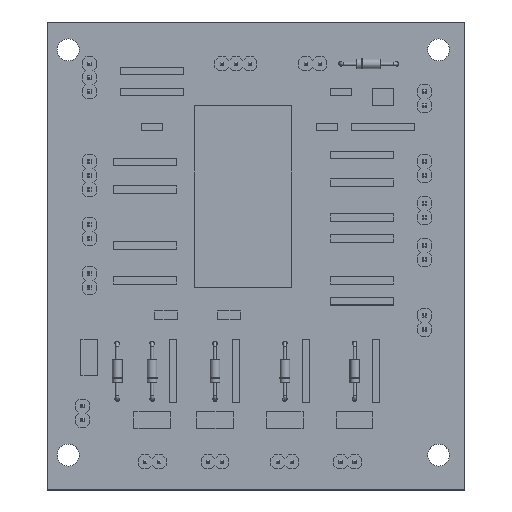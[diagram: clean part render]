
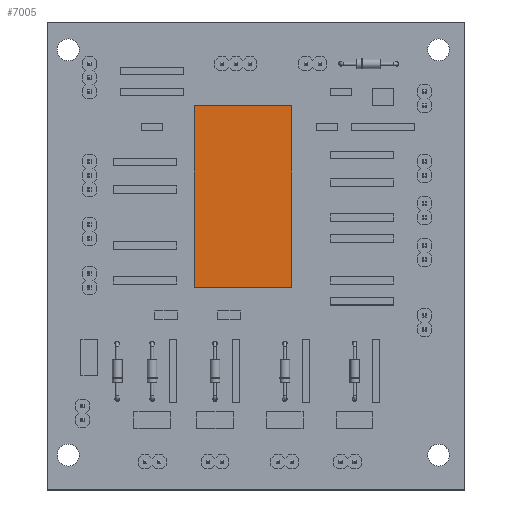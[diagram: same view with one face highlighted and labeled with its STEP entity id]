
A CAD part, top view. The second image highlights one B-rep face of the part: STEP entity #7005.
In plain terms, the highlighted planar face has unit normal (0, 0, 1).
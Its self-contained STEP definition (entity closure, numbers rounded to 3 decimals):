
#580=PLANE('',#7795);
#916=FACE_OUTER_BOUND('',#1556,.T.);
#1556=EDGE_LOOP('',(#5580,#5581,#5582,#5583));
#1916=LINE('',#11007,#2480);
#1919=LINE('',#11013,#2483);
#1922=LINE('',#11019,#2486);
#1925=LINE('',#11023,#2489);
#2480=VECTOR('',#9136,10.);
#2483=VECTOR('',#9141,10.);
#2486=VECTOR('',#9146,10.);
#2489=VECTOR('',#9151,10.);
#3504=VERTEX_POINT('',#11004);
#3505=VERTEX_POINT('',#11006);
#3507=VERTEX_POINT('',#11012);
#3509=VERTEX_POINT('',#11018);
#4230=EDGE_CURVE('',#3505,#3504,#1916,.T.);
#4233=EDGE_CURVE('',#3507,#3505,#1919,.T.);
#4236=EDGE_CURVE('',#3509,#3507,#1922,.T.);
#4239=EDGE_CURVE('',#3504,#3509,#1925,.T.);
#5580=ORIENTED_EDGE('',*,*,#4239,.T.);
#5581=ORIENTED_EDGE('',*,*,#4236,.T.);
#5582=ORIENTED_EDGE('',*,*,#4233,.T.);
#5583=ORIENTED_EDGE('',*,*,#4230,.T.);
#7005=ADVANCED_FACE('',(#916),#580,.T.);
#7795=AXIS2_PLACEMENT_3D('',#11024,#9152,#9153);
#9136=DIRECTION('',(-1.,0.,0.));
#9141=DIRECTION('',(0.,1.,0.));
#9146=DIRECTION('',(1.,0.,0.));
#9151=DIRECTION('',(0.,-1.,0.));
#9152=DIRECTION('center_axis',(0.,0.,1.));
#9153=DIRECTION('ref_axis',(1.,0.,0.));
#11004=CARTESIAN_POINT('',(-5.08,12.7,0.1));
#11006=CARTESIAN_POINT('',(12.7,12.7,0.1));
#11007=CARTESIAN_POINT('',(12.7,12.7,0.1));
#11012=CARTESIAN_POINT('',(12.7,-20.32,0.1));
#11013=CARTESIAN_POINT('',(12.7,-20.32,0.1));
#11018=CARTESIAN_POINT('',(-5.08,-20.32,0.1));
#11019=CARTESIAN_POINT('',(-5.08,-20.32,0.1));
#11023=CARTESIAN_POINT('',(-5.08,12.7,0.1));
#11024=CARTESIAN_POINT('Origin',(3.81,-3.81,0.1));
